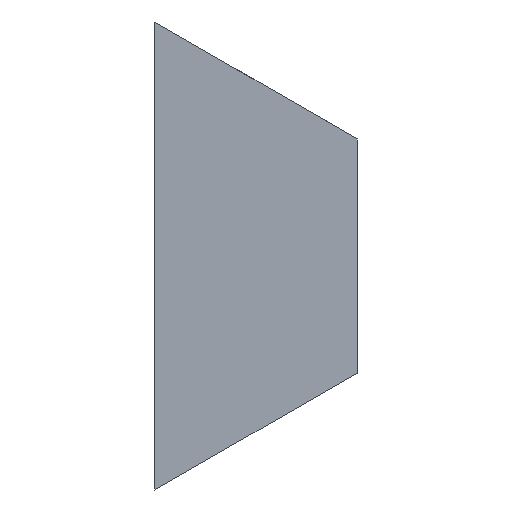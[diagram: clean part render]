
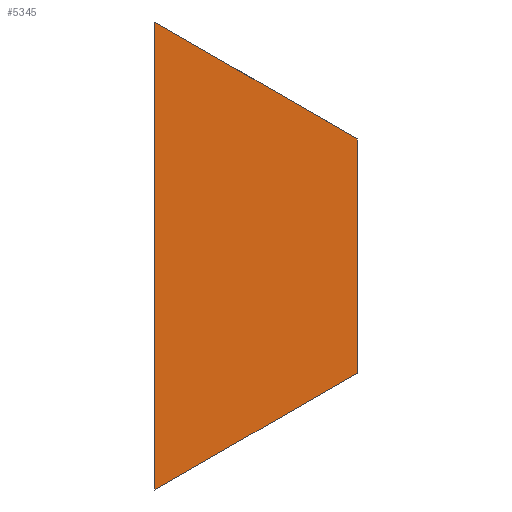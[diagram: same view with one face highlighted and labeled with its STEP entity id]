
A CAD part, front view. The second image highlights one B-rep face of the part: STEP entity #5345.
In plain terms, the highlighted planar face has unit normal (0, -1, 0).
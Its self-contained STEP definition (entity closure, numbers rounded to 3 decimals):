
#79 = ORIENTED_EDGE ( 'NONE', *, *, #6711, .T. ) ;
#111 = CARTESIAN_POINT ( 'NONE',  ( 0., -2., 0. ) ) ;
#532 = DIRECTION ( 'NONE',  ( 0., 0., 1. ) ) ;
#647 = VERTEX_POINT ( 'NONE', #7136 ) ;
#1551 = CARTESIAN_POINT ( 'NONE',  ( 40., -2., -23.094 ) ) ;
#1600 = VECTOR ( 'NONE', #532, 1000. ) ;
#1934 = EDGE_CURVE ( 'NONE', #4534, #4286, #2411, .T. ) ;
#2159 = CARTESIAN_POINT ( 'NONE',  ( 40., -2., -23.094 ) ) ;
#2411 = LINE ( 'NONE', #1551, #6329 ) ;
#2792 = DIRECTION ( 'NONE',  ( 0., 0., 1. ) ) ;
#3320 = ORIENTED_EDGE ( 'NONE', *, *, #1934, .T. ) ;
#3328 = CARTESIAN_POINT ( 'NONE',  ( 0., -2., -46.188 ) ) ;
#4038 = EDGE_CURVE ( 'NONE', #647, #4534, #7491, .T. ) ;
#4175 = AXIS2_PLACEMENT_3D ( 'NONE', #111, #6715, #2792 ) ;
#4207 = ORIENTED_EDGE ( 'NONE', *, *, #4038, .T. ) ;
#4286 = VERTEX_POINT ( 'NONE', #2159 ) ;
#4382 = DIRECTION ( 'NONE',  ( -0.866, 0., 0.5 ) ) ;
#4534 = VERTEX_POINT ( 'NONE', #3328 ) ;
#4898 = VERTEX_POINT ( 'NONE', #5686 ) ;
#4941 = EDGE_LOOP ( 'NONE', ( #4207, #3320, #5215, #79 ) ) ;
#5045 = CARTESIAN_POINT ( 'NONE',  ( 0., -2., 46.188 ) ) ;
#5215 = ORIENTED_EDGE ( 'NONE', *, *, #6996, .T. ) ;
#5345 = ADVANCED_FACE ( 'NONE', ( #5623 ), #5411, .F. ) ;
#5411 = PLANE ( 'NONE',  #4175 ) ;
#5623 = FACE_OUTER_BOUND ( 'NONE', #4941, .T. ) ;
#5646 = VECTOR ( 'NONE', #4382, 1000. ) ;
#5686 = CARTESIAN_POINT ( 'NONE',  ( 40., -2., 23.094 ) ) ;
#5815 = CARTESIAN_POINT ( 'NONE',  ( 0., -2., -46.188 ) ) ;
#6170 = DIRECTION ( 'NONE',  ( 0.866, 0., 0.5 ) ) ;
#6329 = VECTOR ( 'NONE', #6170, 1000. ) ;
#6631 = VECTOR ( 'NONE', #8485, 1000. ) ;
#6711 = EDGE_CURVE ( 'NONE', #4898, #647, #7399, .T. ) ;
#6715 = DIRECTION ( 'NONE',  ( 0., 1., 0. ) ) ;
#6853 = LINE ( 'NONE', #8470, #1600 ) ;
#6996 = EDGE_CURVE ( 'NONE', #4286, #4898, #6853, .T. ) ;
#7136 = CARTESIAN_POINT ( 'NONE',  ( 0., -2., 46.188 ) ) ;
#7399 = LINE ( 'NONE', #5045, #5646 ) ;
#7491 = LINE ( 'NONE', #5815, #6631 ) ;
#8470 = CARTESIAN_POINT ( 'NONE',  ( 40., -2., 23.094 ) ) ;
#8485 = DIRECTION ( 'NONE',  ( 0., 0., -1. ) ) ;
